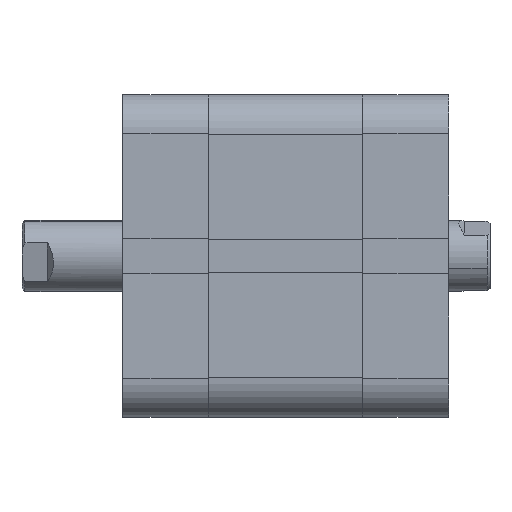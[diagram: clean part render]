
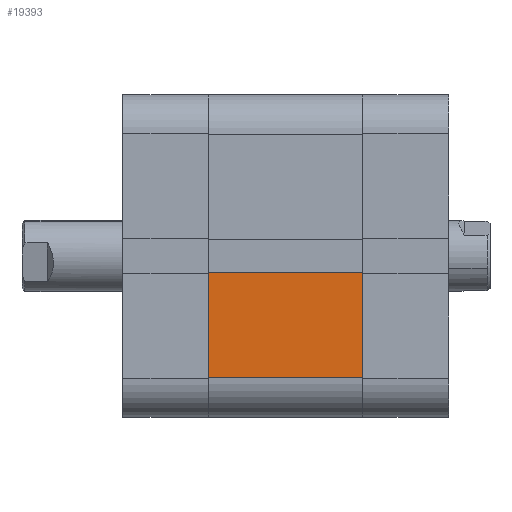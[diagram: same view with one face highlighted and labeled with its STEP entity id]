
A CAD part, front view. The second image highlights one B-rep face of the part: STEP entity #19393.
In plain terms, the highlighted planar face has unit normal (0, -1, 0).
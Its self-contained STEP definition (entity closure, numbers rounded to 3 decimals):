
#1031 = VERTEX_POINT ( 'NONE', #11201 ) ;
#1101 = DIRECTION ( 'NONE',  ( 0., 0., -1. ) ) ;
#1122 = LINE ( 'NONE', #2814, #12019 ) ;
#1563 = EDGE_CURVE ( 'NONE', #4687, #18318, #3496, .T. ) ;
#1821 = EDGE_LOOP ( 'NONE', ( #10335, #4284, #14431, #20733 ) ) ;
#2814 = CARTESIAN_POINT ( 'NONE',  ( 26.001, -27.25, -2.8 ) ) ;
#3496 = LINE ( 'NONE', #9906, #19171 ) ;
#4284 = ORIENTED_EDGE ( 'NONE', *, *, #9280, .T. ) ;
#4320 = FACE_OUTER_BOUND ( 'NONE', #1821, .T. ) ;
#4687 = VERTEX_POINT ( 'NONE', #6433 ) ;
#5691 = CARTESIAN_POINT ( 'NONE',  ( 26., -27.25, -27.25 ) ) ;
#5943 = CARTESIAN_POINT ( 'NONE',  ( 0., -27.25, -27.25 ) ) ;
#6204 = CARTESIAN_POINT ( 'NONE',  ( 26., -27.25, -20.45 ) ) ;
#6371 = DIRECTION ( 'NONE',  ( -1., 0., 0. ) ) ;
#6433 = CARTESIAN_POINT ( 'NONE',  ( 26., -27.25, -2.8 ) ) ;
#9151 = DIRECTION ( 'NONE',  ( 0., 1., 0. ) ) ;
#9192 = LINE ( 'NONE', #5943, #17747 ) ;
#9280 = EDGE_CURVE ( 'NONE', #1031, #17902, #9192, .T. ) ;
#9464 = DIRECTION ( 'NONE',  ( 1., 0., 0. ) ) ;
#9906 = CARTESIAN_POINT ( 'NONE',  ( 26., -27.25, -27.25 ) ) ;
#10335 = ORIENTED_EDGE ( 'NONE', *, *, #20163, .T. ) ;
#10738 = PLANE ( 'NONE',  #13377 ) ;
#10841 = CARTESIAN_POINT ( 'NONE',  ( 26., -27.25, -20.45 ) ) ;
#11201 = CARTESIAN_POINT ( 'NONE',  ( 0., -27.25, -2.8 ) ) ;
#11657 = VECTOR ( 'NONE', #9464, 1000. ) ;
#12019 = VECTOR ( 'NONE', #6371, 1000. ) ;
#13377 = AXIS2_PLACEMENT_3D ( 'NONE', #5691, #9151, #15564 ) ;
#14431 = ORIENTED_EDGE ( 'NONE', *, *, #18250, .T. ) ;
#15564 = DIRECTION ( 'NONE',  ( 0., 0., 1. ) ) ;
#16331 = DIRECTION ( 'NONE',  ( 0., 0., -1. ) ) ;
#17258 = LINE ( 'NONE', #6204, #11657 ) ;
#17747 = VECTOR ( 'NONE', #1101, 1000. ) ;
#17902 = VERTEX_POINT ( 'NONE', #19390 ) ;
#18250 = EDGE_CURVE ( 'NONE', #17902, #18318, #17258, .T. ) ;
#18318 = VERTEX_POINT ( 'NONE', #10841 ) ;
#19171 = VECTOR ( 'NONE', #16331, 1000. ) ;
#19390 = CARTESIAN_POINT ( 'NONE',  ( 0., -27.25, -20.45 ) ) ;
#19393 = ADVANCED_FACE ( 'NONE', ( #4320 ), #10738, .F. ) ;
#20163 = EDGE_CURVE ( 'NONE', #4687, #1031, #1122, .T. ) ;
#20733 = ORIENTED_EDGE ( 'NONE', *, *, #1563, .F. ) ;
